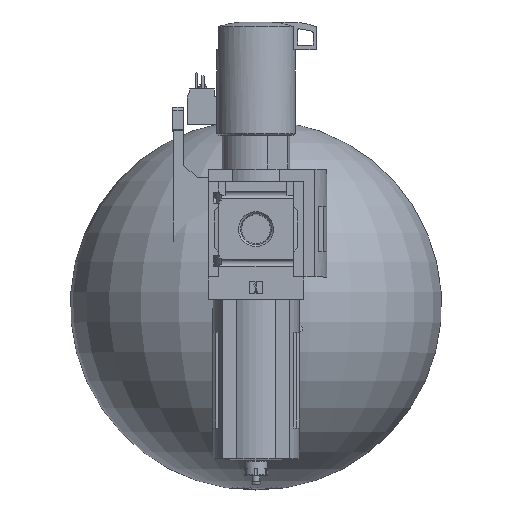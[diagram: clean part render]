
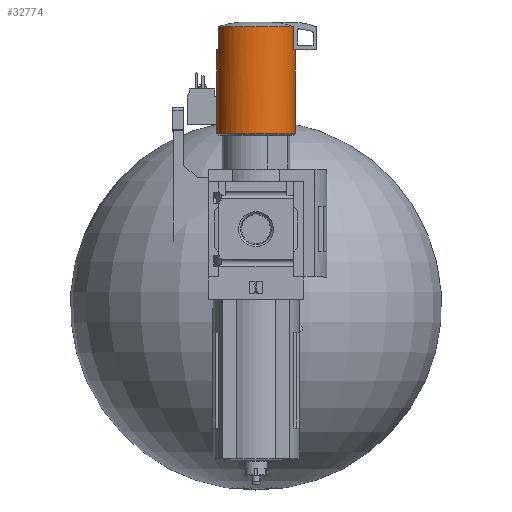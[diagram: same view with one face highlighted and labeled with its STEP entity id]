
A CAD part, top view. The second image highlights one B-rep face of the part: STEP entity #32774.
In plain terms, the highlighted cylindrical face has radius 25.5 mm (diameter 51 mm), a full revolution.
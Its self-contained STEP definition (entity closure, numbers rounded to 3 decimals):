
#1688=LINE('',#44443,#4249);
#1689=LINE('',#44447,#4250);
#1690=LINE('',#44448,#4251);
#1691=LINE('',#44456,#4252);
#4249=VECTOR('',#37199,1000.);
#4250=VECTOR('',#37202,1000.);
#4251=VECTOR('',#37203,1000.);
#4252=VECTOR('',#37210,1000.);
#6403=CIRCLE('',#34110,25.5);
#6426=CIRCLE('',#34257,25.5);
#6427=CIRCLE('',#34259,25.5);
#6428=CIRCLE('',#34260,25.5);
#6429=CIRCLE('',#34261,25.5);
#6430=CIRCLE('',#34262,25.5);
#6431=CIRCLE('',#34263,25.5);
#8100=ORIENTED_EDGE('',*,*,#14847,.F.);
#8101=ORIENTED_EDGE('',*,*,#14845,.T.);
#8102=ORIENTED_EDGE('',*,*,#14848,.T.);
#8103=ORIENTED_EDGE('',*,*,#14849,.F.);
#8104=ORIENTED_EDGE('',*,*,#14850,.F.);
#8105=ORIENTED_EDGE('',*,*,#14574,.T.);
#8106=ORIENTED_EDGE('',*,*,#14851,.F.);
#8107=ORIENTED_EDGE('',*,*,#14852,.F.);
#8108=ORIENTED_EDGE('',*,*,#14853,.F.);
#8109=ORIENTED_EDGE('',*,*,#14854,.F.);
#8110=ORIENTED_EDGE('',*,*,#14855,.T.);
#14574=EDGE_CURVE('',#18100,#18099,#6403,.T.);
#14845=EDGE_CURVE('',#18270,#18269,#6426,.T.);
#14847=EDGE_CURVE('',#18271,#18271,#6427,.T.);
#14848=EDGE_CURVE('',#18269,#18272,#1688,.T.);
#14849=EDGE_CURVE('',#18273,#18272,#6428,.T.);
#14850=EDGE_CURVE('',#18100,#18273,#1689,.T.);
#14851=EDGE_CURVE('',#18274,#18099,#1690,.F.);
#14852=EDGE_CURVE('',#18275,#18274,#6429,.T.);
#14853=EDGE_CURVE('',#18276,#18275,#6430,.T.);
#14854=EDGE_CURVE('',#18277,#18276,#6431,.T.);
#14855=EDGE_CURVE('',#18277,#18270,#1691,.F.);
#18099=VERTEX_POINT('',#43875);
#18100=VERTEX_POINT('',#43877);
#18269=VERTEX_POINT('',#44432);
#18270=VERTEX_POINT('',#44434);
#18271=VERTEX_POINT('',#44442);
#18272=VERTEX_POINT('',#44444);
#18273=VERTEX_POINT('',#44446);
#18274=VERTEX_POINT('',#44449);
#18275=VERTEX_POINT('',#44451);
#18276=VERTEX_POINT('',#44453);
#18277=VERTEX_POINT('',#44455);
#20667=EDGE_LOOP('',(#8100));
#20668=EDGE_LOOP('',(#8101,#8102,#8103,#8104,#8105,#8106,#8107,#8108,#8109,
#8110));
#22246=FACE_BOUND('',#20667,.T.);
#22247=FACE_BOUND('',#20668,.T.);
#23665=CYLINDRICAL_SURFACE('',#34258,25.5);
#32774=ADVANCED_FACE('',(#22246,#22247),#23665,.T.);
#34110=AXIS2_PLACEMENT_3D('',#43876,#36669,#36670);
#34257=AXIS2_PLACEMENT_3D('',#44433,#37193,#37194);
#34258=AXIS2_PLACEMENT_3D('',#44440,#37195,#37196);
#34259=AXIS2_PLACEMENT_3D('',#44441,#37197,#37198);
#34260=AXIS2_PLACEMENT_3D('',#44445,#37200,#37201);
#34261=AXIS2_PLACEMENT_3D('',#44450,#37204,#37205);
#34262=AXIS2_PLACEMENT_3D('',#44452,#37206,#37207);
#34263=AXIS2_PLACEMENT_3D('',#44454,#37208,#37209);
#36669=DIRECTION('',(0.,-1.,0.));
#36670=DIRECTION('',(0.,0.,-1.));
#37193=DIRECTION('',(0.,-1.,0.));
#37194=DIRECTION('',(0.,0.,-1.));
#37195=DIRECTION('',(0.,-1.,0.));
#37196=DIRECTION('',(0.,0.,-1.));
#37197=DIRECTION('',(0.,-1.,0.));
#37198=DIRECTION('',(0.,0.,-1.));
#37199=DIRECTION('',(0.,-1.,0.));
#37200=DIRECTION('',(0.,1.,0.));
#37201=DIRECTION('',(0.,0.,1.));
#37202=DIRECTION('',(0.,-1.,0.));
#37203=DIRECTION('',(0.,-1.,0.));
#37204=DIRECTION('',(0.,1.,0.));
#37205=DIRECTION('',(0.,0.,1.));
#37206=DIRECTION('',(0.,1.,0.));
#37207=DIRECTION('',(0.,0.,1.));
#37208=DIRECTION('',(0.,1.,0.));
#37209=DIRECTION('',(0.,0.,1.));
#37210=DIRECTION('',(0.,-1.,0.));
#43875=CARTESIAN_POINT('',(24.372,131.5,-7.5));
#43876=CARTESIAN_POINT('',(0.,131.5,0.));
#43877=CARTESIAN_POINT('',(-24.372,131.5,-7.5));
#44432=CARTESIAN_POINT('',(-24.372,131.5,7.5));
#44433=CARTESIAN_POINT('',(0.,131.5,0.));
#44434=CARTESIAN_POINT('',(24.372,131.5,7.5));
#44440=CARTESIAN_POINT('',(0.,39.,0.));
#44441=CARTESIAN_POINT('',(0.,62.,0.));
#44442=CARTESIAN_POINT('',(0.,62.,-25.5));
#44443=CARTESIAN_POINT('',(-24.372,39.,7.5));
#44444=CARTESIAN_POINT('',(-24.372,116.5,7.5));
#44445=CARTESIAN_POINT('',(0.,116.5,0.));
#44446=CARTESIAN_POINT('',(-24.372,116.5,-7.5));
#44447=CARTESIAN_POINT('',(-24.372,39.,-7.5));
#44448=CARTESIAN_POINT('',(24.372,39.,-7.5));
#44449=CARTESIAN_POINT('',(24.372,116.5,-7.5));
#44450=CARTESIAN_POINT('',(0.,116.5,0.));
#44451=CARTESIAN_POINT('',(24.52,116.5,-7.));
#44452=CARTESIAN_POINT('',(0.,116.5,0.));
#44453=CARTESIAN_POINT('',(24.52,116.5,7.));
#44454=CARTESIAN_POINT('',(0.,116.5,0.));
#44455=CARTESIAN_POINT('',(24.372,116.5,7.5));
#44456=CARTESIAN_POINT('',(24.372,39.,7.5));
